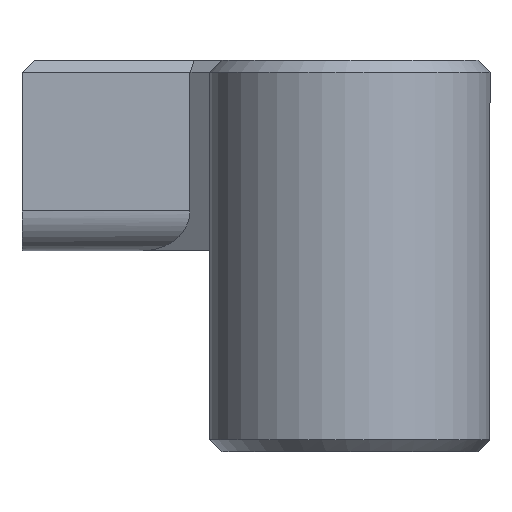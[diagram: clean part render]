
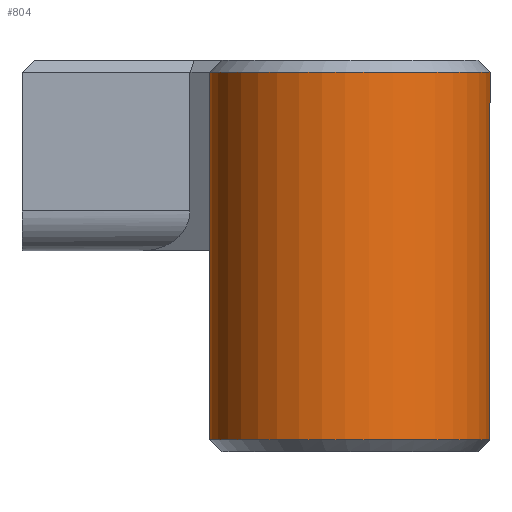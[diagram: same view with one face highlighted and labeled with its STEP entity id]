
A CAD part, front view. The second image highlights one B-rep face of the part: STEP entity #804.
In plain terms, the highlighted cylindrical face has radius 3.5 mm (diameter 7 mm), a partial arc.
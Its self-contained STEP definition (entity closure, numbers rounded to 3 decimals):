
#64=CYLINDRICAL_SURFACE('',#873,3.5);
#82=FACE_OUTER_BOUND('',#130,.T.);
#130=EDGE_LOOP('',(#633,#634,#635,#636));
#203=LINE('',#1240,#300);
#204=LINE('',#1244,#301);
#300=VECTOR('',#1001,10.);
#301=VECTOR('',#1006,10.);
#361=CIRCLE('',#858,3.5);
#364=CIRCLE('',#874,3.5);
#388=VERTEX_POINT('',#1181);
#389=VERTEX_POINT('',#1186);
#405=VERTEX_POINT('',#1238);
#406=VERTEX_POINT('',#1242);
#463=EDGE_CURVE('',#389,#388,#361,.T.);
#490=EDGE_CURVE('',#388,#405,#203,.T.);
#491=EDGE_CURVE('',#405,#406,#364,.T.);
#492=EDGE_CURVE('',#389,#406,#204,.T.);
#633=ORIENTED_EDGE('',*,*,#463,.T.);
#634=ORIENTED_EDGE('',*,*,#490,.T.);
#635=ORIENTED_EDGE('',*,*,#491,.T.);
#636=ORIENTED_EDGE('',*,*,#492,.F.);
#804=ADVANCED_FACE('',(#82),#64,.T.);
#858=AXIS2_PLACEMENT_3D('',#1187,#949,#950);
#873=AXIS2_PLACEMENT_3D('',#1241,#1002,#1003);
#874=AXIS2_PLACEMENT_3D('',#1243,#1004,#1005);
#949=DIRECTION('center_axis',(0.,0.,-1.));
#950=DIRECTION('ref_axis',(-0.429,-0.904,0.));
#1001=DIRECTION('',(0.,0.,-1.));
#1002=DIRECTION('center_axis',(0.,0.,1.));
#1003=DIRECTION('ref_axis',(0.461,-0.887,0.));
#1004=DIRECTION('center_axis',(0.,0.,1.));
#1005=DIRECTION('ref_axis',(-0.429,-0.904,0.));
#1006=DIRECTION('',(0.,0.,-1.));
#1181=CARTESIAN_POINT('',(2.9,0.574,19.2));
#1186=CARTESIAN_POINT('',(7.85,3.147,19.2));
#1187=CARTESIAN_POINT('Origin',(6.35,-0.016,19.2));
#1238=CARTESIAN_POINT('',(2.9,0.574,10.05));
#1240=CARTESIAN_POINT('',(2.9,0.574,19.5));
#1241=CARTESIAN_POINT('Origin',(6.35,-0.016,19.5));
#1242=CARTESIAN_POINT('',(7.85,3.147,10.05));
#1243=CARTESIAN_POINT('Origin',(6.35,-0.016,10.05));
#1244=CARTESIAN_POINT('',(7.85,3.147,19.5));
